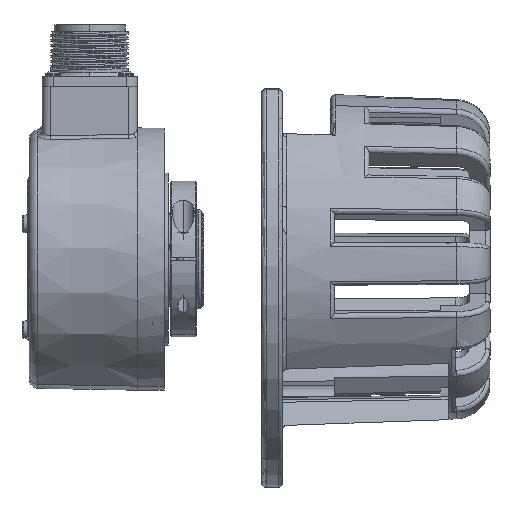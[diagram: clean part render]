
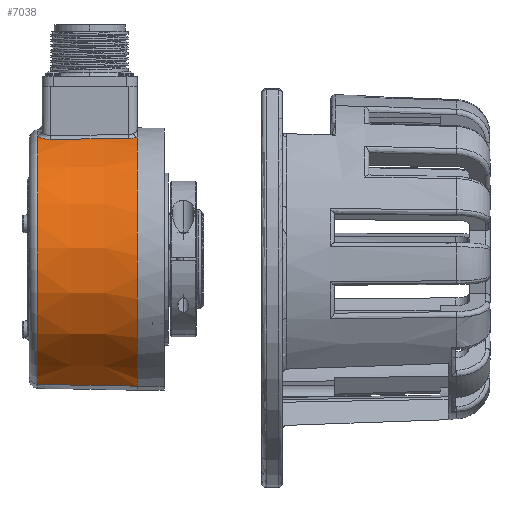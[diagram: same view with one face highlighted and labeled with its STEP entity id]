
A CAD part, left-side view. The second image highlights one B-rep face of the part: STEP entity #7038.
In plain terms, the highlighted conical face has half-angle 1 degrees and reference radius 48.26 mm.
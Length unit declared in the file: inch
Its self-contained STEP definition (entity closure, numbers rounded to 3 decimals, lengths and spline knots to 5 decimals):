
#998 = FACE_OUTER_BOUND ( 'NONE', #5808, .T. ) ;
#2368 = DIRECTION ( 'NONE',  ( 0., 1., 0. ) ) ;
#2787 = ORIENTED_EDGE ( 'NONE', *, *, #16506, .T. ) ;
#2952 = CARTESIAN_POINT ( 'NONE',  ( -0.68249, -0.12054, 1.77691 ) ) ;
#3724 = DIRECTION ( 'NONE',  ( 1., 0., 0. ) ) ;
#4179 = EDGE_CURVE ( 'NONE', #42494, #10696, #9863, .T. ) ;
#4367 = AXIS2_PLACEMENT_3D ( 'NONE', #10535, #42112, #46099 ) ;
#4480 = CARTESIAN_POINT ( 'NONE',  ( -0.67776, 1.21122, 1.75376 ) ) ;
#4705 = ORIENTED_EDGE ( 'NONE', *, *, #32197, .T. ) ;
#4772 = CARTESIAN_POINT ( 'NONE',  ( -0.72058, -0.00307, 1.75891 ) ) ;
#5808 = EDGE_LOOP ( 'NONE', ( #13287, #21289, #32008, #4705, #28252, #2787, #18786, #16881, #45888 ) ) ;
#6608 = VERTEX_POINT ( 'NONE', #31432 ) ;
#6852 = CARTESIAN_POINT ( 'NONE',  ( 0.51039, 1.3037, 1.82485 ) ) ;
#7038 = ADVANCED_FACE ( 'NONE', ( #998 ), #16496, .T. ) ;
#7494 = CIRCLE ( 'NONE', #34657, 1.9 ) ;
#8143 = VECTOR ( 'NONE', #26630, 39.37008 ) ;
#9001 = CARTESIAN_POINT ( 'NONE',  ( -0.70111, 1.13362, 1.7456 ) ) ;
#9863 = CIRCLE ( 'NONE', #17862, 1.87497 ) ;
#10223 = VERTEX_POINT ( 'NONE', #21680 ) ;
#10535 = CARTESIAN_POINT ( 'NONE',  ( 0.02512, -0.13025, 0.01377 ) ) ;
#10696 = VERTEX_POINT ( 'NONE', #6852 ) ;
#10831 = CARTESIAN_POINT ( 'NONE',  ( 0.51038, 1.30693, 1.8248 ) ) ;
#10920 = EDGE_CURVE ( 'NONE', #6608, #51199, #22157, .T. ) ;
#11422 = DIRECTION ( 'NONE',  ( -0.005, -1., -0.017 ) ) ;
#12268 = VECTOR ( 'NONE', #11422, 39.37008 ) ;
#12467 = CARTESIAN_POINT ( 'NONE',  ( -0.68317, 1.20072, 1.75176 ) ) ;
#12964 = CARTESIAN_POINT ( 'NONE',  ( -0.63256, 1.26644, 1.7704 ) ) ;
#13287 = ORIENTED_EDGE ( 'NONE', *, *, #20753, .F. ) ;
#15525 = CARTESIAN_POINT ( 'NONE',  ( -0.72058, -0.00307, 1.75891 ) ) ;
#16496 = CONICAL_SURFACE ( 'NONE', #4367, 1.9, 0.017 ) ;
#16506 = EDGE_CURVE ( 'NONE', #40563, #6608, #19800, .T. ) ;
#16772 = CARTESIAN_POINT ( 'NONE',  ( -0.68874, 1.18683, 1.74974 ) ) ;
#16881 = ORIENTED_EDGE ( 'NONE', *, *, #35380, .T. ) ;
#17128 = CARTESIAN_POINT ( 'NONE',  ( -0.68974, 1.18416, 1.74937 ) ) ;
#17862 = AXIS2_PLACEMENT_3D ( 'NONE', #39327, #27512, #3724 ) ;
#18627 = CARTESIAN_POINT ( 'NONE',  ( 0.51687, -0.13025, 1.84903 ) ) ;
#18786 = ORIENTED_EDGE ( 'NONE', *, *, #10920, .T. ) ;
#19800 = B_SPLINE_CURVE_WITH_KNOTS ( 'NONE', 3,
 ( #39996, #47428, #24137, #19995, #39645, #35488, #43599, #27502, #43253, #32169, #15525 ),
 .UNSPECIFIED., .F., .F.,
 ( 4, 2, 1, 2, 2, 4 ),
 ( 0., 0.25, 0.375, 0.4375, 0.5, 1. ),
 .UNSPECIFIED. ) ;
#19995 = CARTESIAN_POINT ( 'NONE',  ( -0.70364, -0.08506, 1.7676 ) ) ;
#20420 = CARTESIAN_POINT ( 'NONE',  ( -0.52204, 1.3037, 1.80713 ) ) ;
#20480 = CARTESIAN_POINT ( 'NONE',  ( -0.7077, 0.74693, 1.75016 ) ) ;
#20585 = CARTESIAN_POINT ( 'NONE',  ( -0.69166, 1.17867, 1.74868 ) ) ;
#20753 = EDGE_CURVE ( 'NONE', #50329, #10696, #28608, .T. ) ;
#20968 = CARTESIAN_POINT ( 'NONE',  ( -0.71413, 0.37193, 1.75455 ) ) ;
#21234 = B_SPLINE_CURVE_WITH_KNOTS ( 'NONE', 3,
 ( #48707, #9001, #28601, #36948, #44181, #32270, #20585, #17128, #16772, #12467, #4480, #40900, #32429, #48359, #36760, #44678, #36587, #12964, #40735, #24913, #28959, #20420 ),
 .UNSPECIFIED., .F., .F.,
 ( 4, 2, 2, 2, 2, 2, 2, 2, 2, 2, 4 ),
 ( 0., 0.125, 0.1875, 0.21875, 0.25, 0.375, 0.4375, 0.46875, 0.5, 0.75, 1. ),
 .UNSPECIFIED. ) ;
#21289 = ORIENTED_EDGE ( 'NONE', *, *, #33470, .T. ) ;
#21647 = CARTESIAN_POINT ( 'NONE',  ( -0.67443, -0.13025, 1.7803 ) ) ;
#21680 = CARTESIAN_POINT ( 'NONE',  ( -0.46664, -0.13025, -1.82149 ) ) ;
#22157 = B_SPLINE_CURVE_WITH_KNOTS ( 'NONE', 3,
 ( #4772, #20968, #20480, #48249 ),
 .UNSPECIFIED., .F., .F.,
 ( 4, 4 ),
 ( 0., 1. ),
 .UNSPECIFIED. ) ;
#22261 = DIRECTION ( 'NONE',  ( 1., 0., 0. ) ) ;
#22787 = LINE ( 'NONE', #50810, #12268 ) ;
#24137 = CARTESIAN_POINT ( 'NONE',  ( -0.69707, -0.09854, 1.77058 ) ) ;
#24913 = CARTESIAN_POINT ( 'NONE',  ( -0.56884, 1.29896, 1.79242 ) ) ;
#25897 = CARTESIAN_POINT ( 'NONE',  ( -0.68612, -0.1154, 1.77535 ) ) ;
#26630 = DIRECTION ( 'NONE',  ( 0.005, -1., 0.017 ) ) ;
#27502 = CARTESIAN_POINT ( 'NONE',  ( -0.71173, -0.06384, 1.76382 ) ) ;
#27512 = DIRECTION ( 'NONE',  ( 0., 1., 0. ) ) ;
#28252 = ORIENTED_EDGE ( 'NONE', *, *, #50974, .T. ) ;
#28601 = CARTESIAN_POINT ( 'NONE',  ( -0.69987, 1.1451, 1.74591 ) ) ;
#28608 = LINE ( 'NONE', #18627, #8143 ) ;
#28959 = CARTESIAN_POINT ( 'NONE',  ( -0.54588, 1.3037, 1.79985 ) ) ;
#31432 = CARTESIAN_POINT ( 'NONE',  ( -0.72058, -0.00307, 1.75891 ) ) ;
#32008 = ORIENTED_EDGE ( 'NONE', *, *, #46619, .T. ) ;
#32169 = CARTESIAN_POINT ( 'NONE',  ( -0.72092, -0.02295, 1.75914 ) ) ;
#32197 = EDGE_CURVE ( 'NONE', #10223, #36046, #7494, .T. ) ;
#32270 = CARTESIAN_POINT ( 'NONE',  ( -0.69256, 1.17592, 1.74837 ) ) ;
#32429 = CARTESIAN_POINT ( 'NONE',  ( -0.6648, 1.23081, 1.75857 ) ) ;
#33470 = EDGE_CURVE ( 'NONE', #50329, #40939, #48992, .T. ) ;
#33689 = CARTESIAN_POINT ( 'NONE',  ( -0.67859, -0.12549, 1.77857 ) ) ;
#34657 = AXIS2_PLACEMENT_3D ( 'NONE', #44999, #2368, #22261 ) ;
#35380 = EDGE_CURVE ( 'NONE', #51199, #42494, #21234, .T. ) ;
#35488 = CARTESIAN_POINT ( 'NONE',  ( -0.70927, -0.07108, 1.76498 ) ) ;
#36046 = VERTEX_POINT ( 'NONE', #46203 ) ;
#36587 = CARTESIAN_POINT ( 'NONE',  ( -0.65154, 1.24666, 1.76345 ) ) ;
#36760 = CARTESIAN_POINT ( 'NONE',  ( -0.65742, 1.24003, 1.76129 ) ) ;
#36948 = CARTESIAN_POINT ( 'NONE',  ( -0.69645, 1.16202, 1.74702 ) ) ;
#37331 = B_SPLINE_CURVE_WITH_KNOTS ( 'NONE', 3,
 ( #21647, #33689, #2952, #38897 ),
 .UNSPECIFIED., .F., .F.,
 ( 4, 4 ),
 ( 0., 1. ),
 .UNSPECIFIED. ) ;
#38883 = CARTESIAN_POINT ( 'NONE',  ( 0.02512, 1.30693, 0.01377 ) ) ;
#38897 = CARTESIAN_POINT ( 'NONE',  ( -0.68612, -0.1154, 1.77535 ) ) ;
#39327 = CARTESIAN_POINT ( 'NONE',  ( 0.02512, 1.3037, 0.01377 ) ) ;
#39645 = CARTESIAN_POINT ( 'NONE',  ( -0.70666, -0.07818, 1.76621 ) ) ;
#39996 = CARTESIAN_POINT ( 'NONE',  ( -0.68612, -0.1154, 1.77535 ) ) ;
#40236 = CARTESIAN_POINT ( 'NONE',  ( -0.70132, 1.12193, 1.74574 ) ) ;
#40563 = VERTEX_POINT ( 'NONE', #25897 ) ;
#40735 = CARTESIAN_POINT ( 'NONE',  ( -0.61305, 1.28001, 1.77739 ) ) ;
#40900 = CARTESIAN_POINT ( 'NONE',  ( -0.66822, 1.22603, 1.7573 ) ) ;
#40939 = VERTEX_POINT ( 'NONE', #44228 ) ;
#42112 = DIRECTION ( 'NONE',  ( 0., -1., 0. ) ) ;
#42494 = VERTEX_POINT ( 'NONE', #45973 ) ;
#42998 = AXIS2_PLACEMENT_3D ( 'NONE', #38883, #50647, #51001 ) ;
#43253 = CARTESIAN_POINT ( 'NONE',  ( -0.71821, -0.04241, 1.76068 ) ) ;
#43599 = CARTESIAN_POINT ( 'NONE',  ( -0.71093, -0.06631, 1.7642 ) ) ;
#44181 = CARTESIAN_POINT ( 'NONE',  ( -0.69505, 1.16761, 1.74749 ) ) ;
#44228 = CARTESIAN_POINT ( 'NONE',  ( -0.46015, 1.30693, -1.79726 ) ) ;
#44678 = CARTESIAN_POINT ( 'NONE',  ( -0.65352, 1.2445, 1.76273 ) ) ;
#44999 = CARTESIAN_POINT ( 'NONE',  ( 0.02512, -0.13025, 0.01377 ) ) ;
#45888 = ORIENTED_EDGE ( 'NONE', *, *, #4179, .T. ) ;
#45973 = CARTESIAN_POINT ( 'NONE',  ( -0.52204, 1.3037, 1.80713 ) ) ;
#46099 = DIRECTION ( 'NONE',  ( -0.259, 0., -0.966 ) ) ;
#46203 = CARTESIAN_POINT ( 'NONE',  ( -0.67443, -0.13025, 1.7803 ) ) ;
#46619 = EDGE_CURVE ( 'NONE', #40939, #10223, #22787, .T. ) ;
#47428 = CARTESIAN_POINT ( 'NONE',  ( -0.69196, -0.10716, 1.77284 ) ) ;
#48249 = CARTESIAN_POINT ( 'NONE',  ( -0.70132, 1.12193, 1.74574 ) ) ;
#48359 = CARTESIAN_POINT ( 'NONE',  ( -0.65931, 1.23775, 1.7606 ) ) ;
#48707 = CARTESIAN_POINT ( 'NONE',  ( -0.70132, 1.12193, 1.74574 ) ) ;
#48992 = CIRCLE ( 'NONE', #42998, 1.87491 ) ;
#50329 = VERTEX_POINT ( 'NONE', #10831 ) ;
#50647 = DIRECTION ( 'NONE',  ( 0., -1., 0. ) ) ;
#50810 = CARTESIAN_POINT ( 'NONE',  ( -0.46664, -0.13025, -1.82149 ) ) ;
#50974 = EDGE_CURVE ( 'NONE', #36046, #40563, #37331, .T. ) ;
#51001 = DIRECTION ( 'NONE',  ( 1., 0., 0. ) ) ;
#51199 = VERTEX_POINT ( 'NONE', #40236 ) ;
